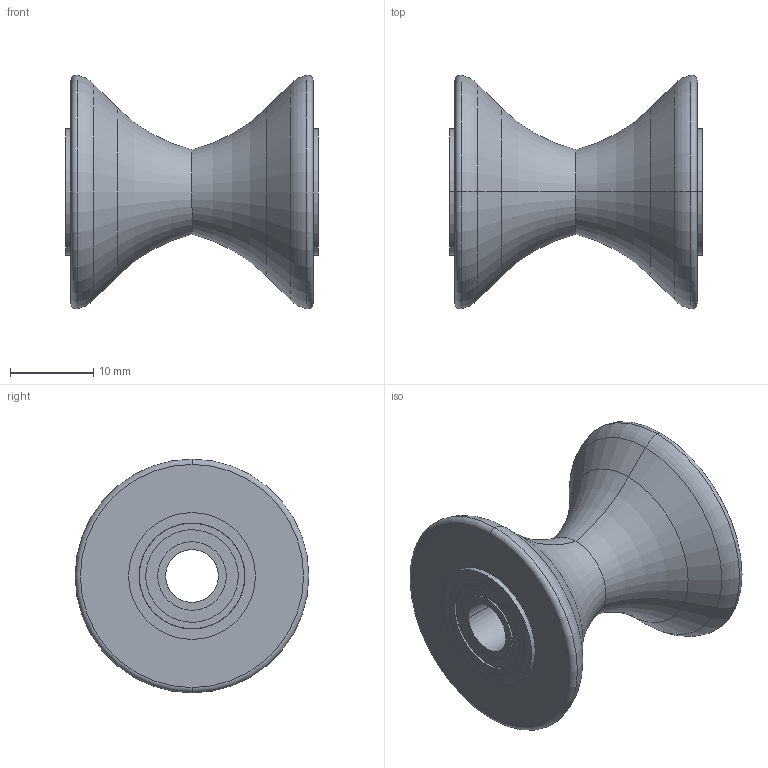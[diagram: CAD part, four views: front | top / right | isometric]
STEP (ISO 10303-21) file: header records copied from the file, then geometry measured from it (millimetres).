
FILE_DESCRIPTION (( 'STEP AP203' ), '1' );
FILE_NAME ('615446 assembly.STEP', '2015-07-22T14:12:03', ( 'Kyle' ), ( 'Microsoft' ), 'SwSTEP 2.0', 'SolidWorks 2014', '' );
FILE_SCHEMA (( 'CONFIG_CONTROL_DESIGN' ));
Length unit declared in the file: inch
Products named in the file (3): 615446; 535020; 615446 assembly
Assembly tree (3 placements, depth 2):
  615446 assembly
    615446
    535020  x2
Bounding box: 30.35 x 28.08 x 28.08 mm (x, y, z)
Volume: 7563.5 mm3; surface area: 5082.2 mm2
Topology: 3 solids, 3 shells, 74 faces, 148 edges, 94 vertices
Faces by surface type: cylinder 38, plane 20, torus 12, cone 4
Entity records: 1837 total; most frequent: DIRECTION 318, CARTESIAN_POINT 244, ORIENTED_EDGE 224, AXIS2_PLACEMENT_3D 144, EDGE_CURVE 112, CIRCLE 82, VERTEX_POINT 70, EDGE_LOOP 70
